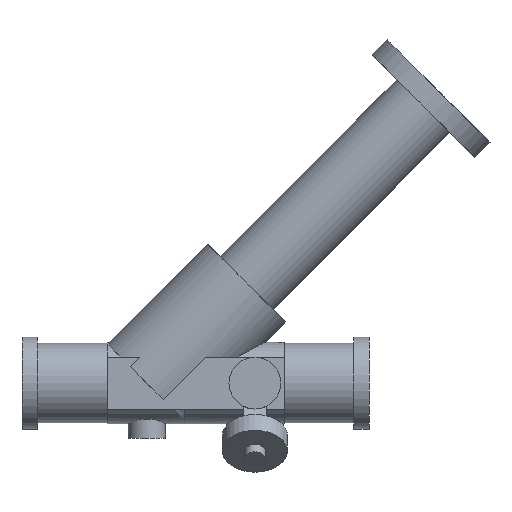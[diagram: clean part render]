
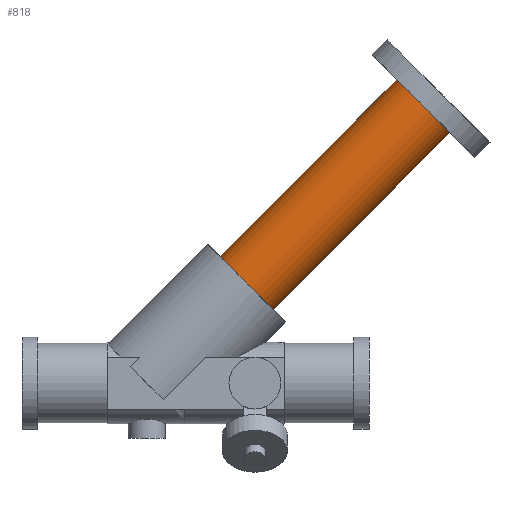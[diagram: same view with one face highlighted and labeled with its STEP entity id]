
A CAD part, front view. The second image highlights one B-rep face of the part: STEP entity #818.
In plain terms, the highlighted cylindrical face has radius 18 mm (diameter 36 mm), a full revolution.
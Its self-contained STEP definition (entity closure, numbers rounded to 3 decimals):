
#76=CIRCLE('',#903,18.);
#80=CIRCLE('',#911,18.);
#298=ORIENTED_EDGE('',*,*,#467,.F.);
#299=ORIENTED_EDGE('',*,*,#471,.T.);
#467=EDGE_CURVE('',#562,#562,#76,.T.);
#471=EDGE_CURVE('',#566,#566,#80,.T.);
#562=VERTEX_POINT('',#1346);
#566=VERTEX_POINT('',#1358);
#653=EDGE_LOOP('',(#298));
#654=EDGE_LOOP('',(#299));
#734=FACE_BOUND('',#653,.T.);
#735=FACE_BOUND('',#654,.T.);
#777=CYLINDRICAL_SURFACE('',#910,18.);
#818=ADVANCED_FACE('',(#734,#735),#777,.T.);
#903=AXIS2_PLACEMENT_3D('',#1345,#1089,#1090);
#910=AXIS2_PLACEMENT_3D('',#1356,#1103,#1104);
#911=AXIS2_PLACEMENT_3D('',#1357,#1105,#1106);
#1089=DIRECTION('',(0.707,0.,0.707));
#1090=DIRECTION('',(0.707,0.,-0.707));
#1103=DIRECTION('',(-0.707,0.,-0.707));
#1104=DIRECTION('',(-0.707,0.,0.707));
#1105=DIRECTION('',(0.707,0.,0.707));
#1106=DIRECTION('',(0.707,0.,-0.707));
#1345=CARTESIAN_POINT('',(109.539,0.,133.039));
#1346=CARTESIAN_POINT('',(122.267,0.,120.311));
#1356=CARTESIAN_POINT('',(109.539,0.,133.039));
#1357=CARTESIAN_POINT('',(24.583,0.,48.083));
#1358=CARTESIAN_POINT('',(37.311,0.,35.355));
